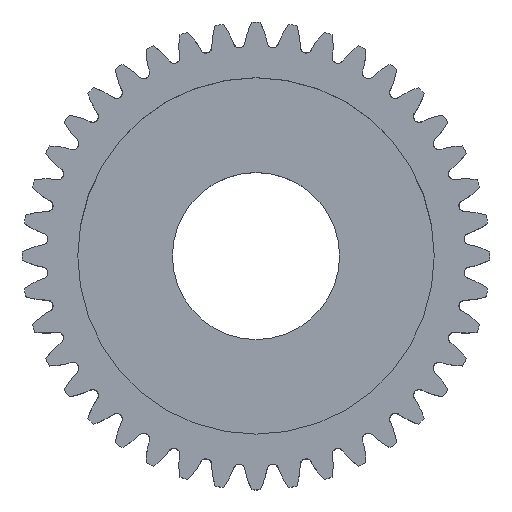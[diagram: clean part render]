
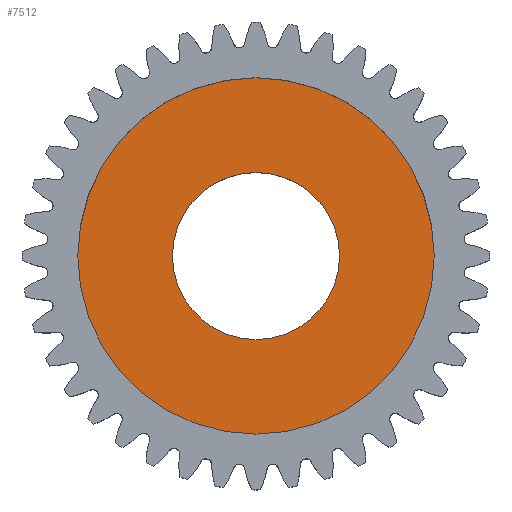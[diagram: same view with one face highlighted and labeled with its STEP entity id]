
A CAD part, top view. The second image highlights one B-rep face of the part: STEP entity #7512.
In plain terms, the highlighted planar face has unit normal (0, 0, 1).
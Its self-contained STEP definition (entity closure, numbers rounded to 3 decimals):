
#513=FACE_BOUND('',#1213,.T.);
#801=FACE_OUTER_BOUND('',#1212,.T.);
#1212=EDGE_LOOP('',(#6458));
#1213=EDGE_LOOP('',(#6459));
#2060=CIRCLE('',#8111,7.5);
#2061=CIRCLE('',#8113,16.);
#3433=VERTEX_POINT('',#35385);
#3434=VERTEX_POINT('',#35389);
#4521=EDGE_CURVE('',#3433,#3433,#2060,.T.);
#4523=EDGE_CURVE('',#3434,#3434,#2061,.T.);
#6458=ORIENTED_EDGE('',*,*,#4523,.F.);
#6459=ORIENTED_EDGE('',*,*,#4521,.T.);
#7224=PLANE('',#8114);
#7512=ADVANCED_FACE('',(#801,#513),#7224,.T.);
#8111=AXIS2_PLACEMENT_3D('',#35387,#9384,#9385);
#8113=AXIS2_PLACEMENT_3D('',#35391,#9389,#9390);
#8114=AXIS2_PLACEMENT_3D('',#35392,#9391,#9392);
#9384=DIRECTION('center_axis',(0.,0.,-1.));
#9385=DIRECTION('ref_axis',(1.,0.,0.));
#9389=DIRECTION('center_axis',(0.,0.,-1.));
#9390=DIRECTION('ref_axis',(-1.,0.,0.));
#9391=DIRECTION('center_axis',(0.,0.,1.));
#9392=DIRECTION('ref_axis',(-1.,0.,0.));
#35385=CARTESIAN_POINT('',(-7.5,0.,1.));
#35387=CARTESIAN_POINT('Origin',(0.,0.,
1.));
#35389=CARTESIAN_POINT('',(16.,0.,1.));
#35391=CARTESIAN_POINT('Origin',(0.,0.,1.));
#35392=CARTESIAN_POINT('Origin',(0.,0.,1.));
